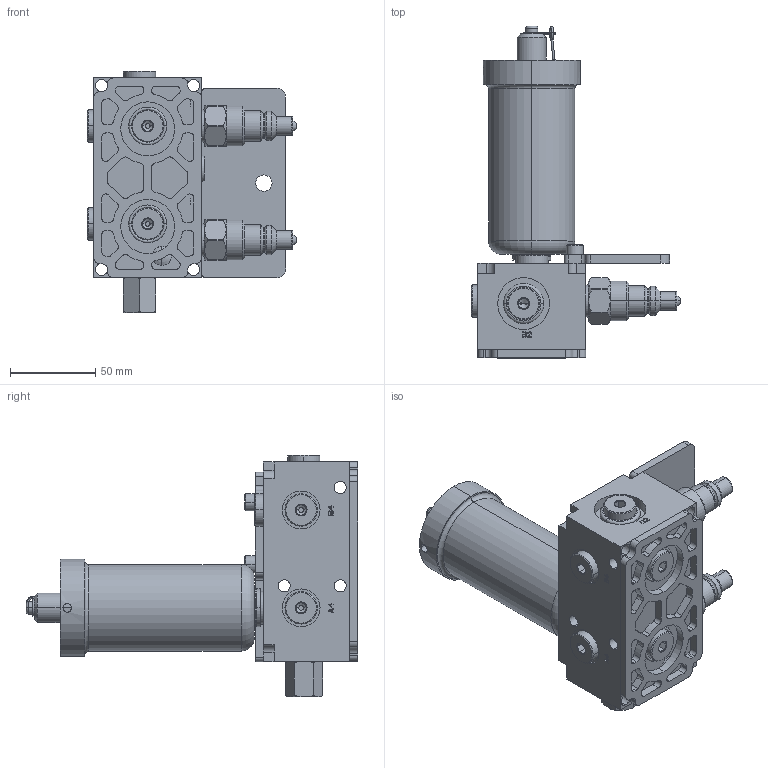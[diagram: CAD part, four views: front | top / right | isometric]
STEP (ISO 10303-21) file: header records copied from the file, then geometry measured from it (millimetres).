
FILE_DESCRIPTION((''),'2;1');
FILE_NAME('ILCM45600731','2018-08-31T',('dg'),(''),'PRO/ENGINEER BY PARAMETRIC TECHNOLOGY CORPORATION, 2013320','PRO/ENGINEER BY PARAMETRIC TECHNOLOGY CORPORATION, 2013320','');
FILE_SCHEMA(('CONFIG_CONTROL_DESIGN'));
Length unit declared in the file: inch
Products named in the file (4): ILCM45600731; 45600511; 30871966
Assembly tree (3 placements, depth 2):
  ILCM45600731
    ILCM45600731
    45600511
    30871966
Bounding box: 123.18 x 195.13 x 142.21 mm (x, y, z)
Volume: 583020.1 mm3; surface area: 129054.7 mm2
Topology: 5 solids, 8 shells, 1586 faces, 4055 edges, 2577 vertices
Faces by surface type: plane 964, cylinder 326, cone 224, torus 70, sphere 2
Entity records: 52843 total; most frequent: CARTESIAN_POINT 13751, DIRECTION 8087, ORIENTED_EDGE 8062, EDGE_CURVE 4035, VECTOR 2847, LINE 2847, AXIS2_PLACEMENT_3D 2620, VERTEX_POINT 2577
